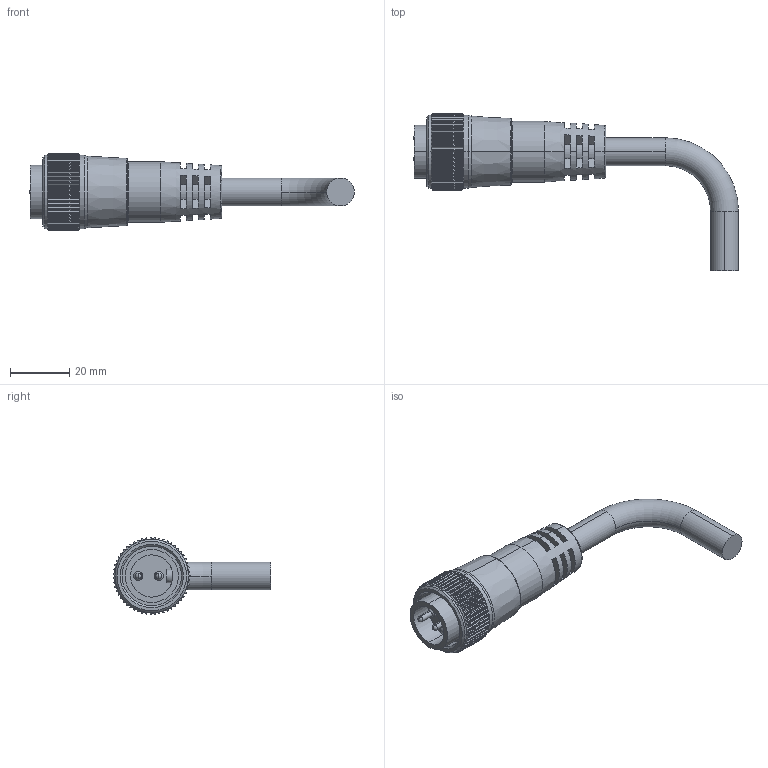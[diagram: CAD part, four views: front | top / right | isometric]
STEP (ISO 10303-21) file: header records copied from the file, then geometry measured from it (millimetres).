
FILE_DESCRIPTION (( 'STEP AP214' ), '1' );
FILE_NAME ('ZP-S1-2MP-2M.step', '2016-03-08T22:09:00', ( '' ), ( '' ), 'SwSTEP 2.0', 'SolidWorks 2015', '' );
FILE_SCHEMA (( 'AUTOMOTIVE_DESIGN' ));
Length unit declared in the file: millimetre
Products named in the file (1): ZP-S1-2MP-2M
Bounding box: 109.37 x 52.9 x 25.84 mm (x, y, z)
Volume: 26432 mm3; surface area: 12444.9 mm2
Topology: 4 solids, 4 shells, 516 faces, 1461 edges, 964 vertices
Faces by surface type: cylinder 310, plane 176, cone 18, torus 8, sphere 4
Entity records: 18171 total; most frequent: CARTESIAN_POINT 5815, ORIENTED_EDGE 2906, DIRECTION 2102, EDGE_CURVE 1453, VERTEX_POINT 960, AXIS2_PLACEMENT_3D 795, B_SPLINE_CURVE_WITH_KNOTS 663, EDGE_LOOP 533
